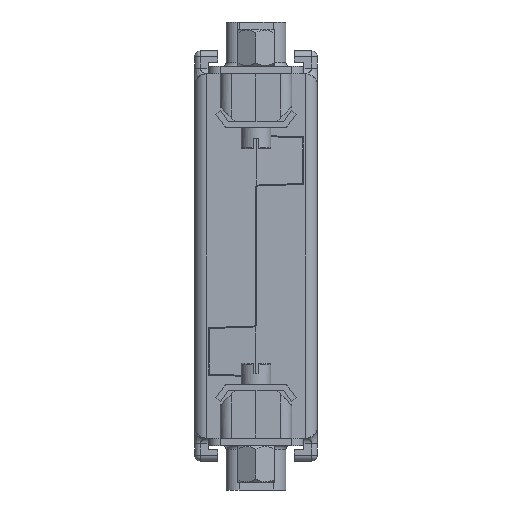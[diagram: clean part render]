
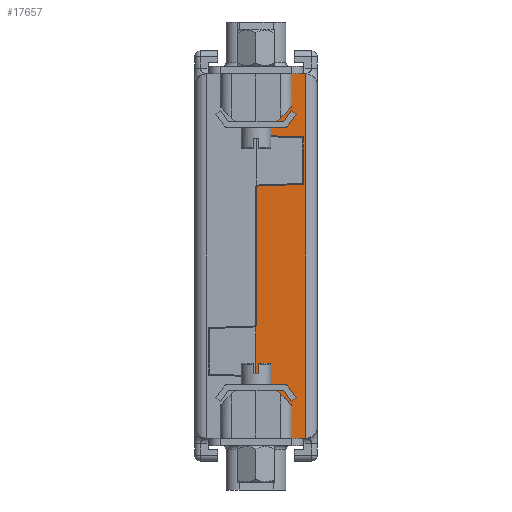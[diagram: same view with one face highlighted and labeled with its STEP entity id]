
A CAD part, left-side view. The second image highlights one B-rep face of the part: STEP entity #17657.
In plain terms, the highlighted face is planar.
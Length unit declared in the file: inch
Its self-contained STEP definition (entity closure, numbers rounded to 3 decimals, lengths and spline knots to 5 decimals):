
#1 = ORIENTED_EDGE ( 'NONE', *, *, #12401, .F. ) ;
#2 = ORIENTED_EDGE ( 'NONE', *, *, #12331, .T. ) ;
#1203 = ORIENTED_EDGE ( 'NONE', *, *, #12370, .T. ) ;
#1204 = ORIENTED_EDGE ( 'NONE', *, *, #12404, .F. ) ;
#1205 = ORIENTED_EDGE ( 'NONE', *, *, #12405, .T. ) ;
#1206 = ORIENTED_EDGE ( 'NONE', *, *, #12406, .T. ) ;
#1207 = ORIENTED_EDGE ( 'NONE', *, *, #12339, .T. ) ;
#1208 = ORIENTED_EDGE ( 'NONE', *, *, #12407, .T. ) ;
#3670 = EDGE_LOOP ( 'NONE', ( #13705, #10834, #7147, #13704, #2, #7149, #10810, #1, #5234, #3957, #1203, #1204, #1205, #1206, #1207, #1208 ) ) ;
#3754 = VERTEX_POINT ( 'NONE', #15262 ) ;
#3766 = VERTEX_POINT ( 'NONE', #15332 ) ;
#3768 = VERTEX_POINT ( 'NONE', #15335 ) ;
#3770 = VERTEX_POINT ( 'NONE', #15334 ) ;
#3776 = VERTEX_POINT ( 'NONE', #15338 ) ;
#3778 = VERTEX_POINT ( 'NONE', #15341 ) ;
#3957 = ORIENTED_EDGE ( 'NONE', *, *, #12403, .T. ) ;
#5234 = ORIENTED_EDGE ( 'NONE', *, *, #12402, .F. ) ;
#5706 = PLANE ( 'NONE',  #7439 ) ;
#5707 = CARTESIAN_POINT ( 'NONE',  ( 0.565, 0.32, -0.95 ) ) ;
#5712 = DIRECTION ( 'NONE',  ( -1., 0., 0. ) ) ;
#5713 = DIRECTION ( 'NONE',  ( 0., 0., 1. ) ) ;
#7147 = ORIENTED_EDGE ( 'NONE', *, *, #12335, .T. ) ;
#7149 = ORIENTED_EDGE ( 'NONE', *, *, #12399, .F. ) ;
#7439 = AXIS2_PLACEMENT_3D ( 'NONE', #5707, #5712, #5713 ) ;
#10510 = VERTEX_POINT ( 'NONE', #11729 ) ;
#10511 = VERTEX_POINT ( 'NONE', #11732 ) ;
#10545 = VERTEX_POINT ( 'NONE', #11782 ) ;
#10550 = VERTEX_POINT ( 'NONE', #11787 ) ;
#10567 = VERTEX_POINT ( 'NONE', #11817 ) ;
#10572 = VERTEX_POINT ( 'NONE', #11811 ) ;
#10600 = VERTEX_POINT ( 'NONE', #11765 ) ;
#10603 = VERTEX_POINT ( 'NONE', #11755 ) ;
#10605 = VERTEX_POINT ( 'NONE', #11751 ) ;
#10611 = VERTEX_POINT ( 'NONE', #11740 ) ;
#10810 = ORIENTED_EDGE ( 'NONE', *, *, #12400, .T. ) ;
#10834 = ORIENTED_EDGE ( 'NONE', *, *, #12397, .T. ) ;
#11729 = CARTESIAN_POINT ( 'NONE',  ( 0.565, 0.26, -0.95 ) ) ;
#11732 = CARTESIAN_POINT ( 'NONE',  ( 0.565, 0.25, 0.62127 ) ) ;
#11740 = CARTESIAN_POINT ( 'NONE',  ( 0.565, 0.1075, 0.7 ) ) ;
#11751 = CARTESIAN_POINT ( 'NONE',  ( 0.565, 0.1875, -0.78 ) ) ;
#11755 = CARTESIAN_POINT ( 'NONE',  ( 0.565, 0.1875, 0.78 ) ) ;
#11765 = CARTESIAN_POINT ( 'NONE',  ( 0.565, 0.1075, -0.7 ) ) ;
#11782 = CARTESIAN_POINT ( 'NONE',  ( 0.565, 0.26, 0.95 ) ) ;
#11787 = CARTESIAN_POINT ( 'NONE',  ( 0.565, 0.1875, 0.95 ) ) ;
#11811 = CARTESIAN_POINT ( 'NONE',  ( 0.565, 0.1875, -0.95 ) ) ;
#11817 = CARTESIAN_POINT ( 'NONE',  ( 0.565, 0.25, 0.37373 ) ) ;
#12331 = EDGE_CURVE ( 'NONE', #3754, #3766, #17039, .T. ) ;
#12335 = EDGE_CURVE ( 'NONE', #3770, #3768, #17049, .T. ) ;
#12339 = EDGE_CURVE ( 'NONE', #3778, #3776, #17043, .T. ) ;
#12370 = EDGE_CURVE ( 'NONE', #10545, #10550, #17113, .T. ) ;
#12396 = EDGE_CURVE ( 'NONE', #10511, #10567, #17167, .T. ) ;
#12397 = EDGE_CURVE ( 'NONE', #10567, #3770, #17169, .T. ) ;
#12398 = EDGE_CURVE ( 'NONE', #3754, #3768, #17171, .T. ) ;
#12399 = EDGE_CURVE ( 'NONE', #10600, #3766, #17173, .T. ) ;
#12400 = EDGE_CURVE ( 'NONE', #10600, #10605, #17175, .T. ) ;
#12401 = EDGE_CURVE ( 'NONE', #10572, #10605, #17177, .T. ) ;
#12402 = EDGE_CURVE ( 'NONE', #10510, #10572, #17155, .T. ) ;
#12403 = EDGE_CURVE ( 'NONE', #10510, #10545, #17181, .T. ) ;
#12404 = EDGE_CURVE ( 'NONE', #10603, #10550, #17183, .T. ) ;
#12405 = EDGE_CURVE ( 'NONE', #10603, #10611, #17185, .T. ) ;
#12406 = EDGE_CURVE ( 'NONE', #10611, #3778, #17187, .T. ) ;
#12407 = EDGE_CURVE ( 'NONE', #3776, #10511, #17189, .T. ) ;
#13452 = DIRECTION ( 'NONE',  ( 0., 0.999, -0.035 ) ) ;
#13453 = CARTESIAN_POINT ( 'NONE',  ( 0.565, 0.37472, 0.61691 ) ) ;
#13454 = DIRECTION ( 'NONE',  ( 0., -1., 0. ) ) ;
#13455 = CARTESIAN_POINT ( 'NONE',  ( 0.565, 0.1875, 0.7 ) ) ;
#13456 = DIRECTION ( 'NONE',  ( 0., -0.707, -0.707 ) ) ;
#13457 = CARTESIAN_POINT ( 'NONE',  ( 0.565, -0.61125, -0.01875 ) ) ;
#13458 = DIRECTION ( 'NONE',  ( 0., 0., 1. ) ) ;
#13459 = CARTESIAN_POINT ( 'NONE',  ( 0.565, 0.1875, 0.7 ) ) ;
#13460 = DIRECTION ( 'NONE',  ( 0., 0., 1. ) ) ;
#13461 = CARTESIAN_POINT ( 'NONE',  ( 0.565, 0.26, 0.95 ) ) ;
#13462 = DIRECTION ( 'NONE',  ( 0., -1., 0. ) ) ;
#13463 = DIRECTION ( 'NONE',  ( 0., 0., 1. ) ) ;
#13465 = CARTESIAN_POINT ( 'NONE',  ( 0.565, 0.1875, -0.7 ) ) ;
#13466 = DIRECTION ( 'NONE',  ( 0., 0.707, -0.707 ) ) ;
#13467 = CARTESIAN_POINT ( 'NONE',  ( 0.565, 0.33875, -0.93125 ) ) ;
#13468 = DIRECTION ( 'NONE',  ( 0., -1., 0. ) ) ;
#13469 = CARTESIAN_POINT ( 'NONE',  ( 0.565, 0.1875, -0.7 ) ) ;
#13470 = DIRECTION ( 'NONE',  ( 0., 0., 1. ) ) ;
#13471 = CARTESIAN_POINT ( 'NONE',  ( 0.565, 0., -0.37 ) ) ;
#13472 = DIRECTION ( 'NONE',  ( 0., -0.999, -0.035 ) ) ;
#13473 = CARTESIAN_POINT ( 'NONE',  ( 0.565, 0.27375, 0.37456 ) ) ;
#13474 = DIRECTION ( 'NONE',  ( 0., 0., -1. ) ) ;
#13475 = CARTESIAN_POINT ( 'NONE',  ( 0.565, 0.25, -0.95 ) ) ;
#13508 = CARTESIAN_POINT ( 'NONE',  ( 0.565, 0.32, -0.95 ) ) ;
#13528 = DIRECTION ( 'NONE',  ( 0., -1., 0. ) ) ;
#13532 = CARTESIAN_POINT ( 'NONE',  ( 0.565, 0.32, 0.95 ) ) ;
#13591 = DIRECTION ( 'NONE',  ( 0., 0., -1. ) ) ;
#13599 = DIRECTION ( 'NONE',  ( 0., 0., -1. ) ) ;
#13600 = CARTESIAN_POINT ( 'NONE',  ( 0.565, 0., -0.95 ) ) ;
#13607 = DIRECTION ( 'NONE',  ( 0., 0., -1. ) ) ;
#13608 = CARTESIAN_POINT ( 'NONE',  ( 0.565, 0., -0.95 ) ) ;
#13612 = CARTESIAN_POINT ( 'NONE',  ( 0.565, 0., -0.95 ) ) ;
#13704 = ORIENTED_EDGE ( 'NONE', *, *, #12398, .F. ) ;
#13705 = ORIENTED_EDGE ( 'NONE', *, *, #12396, .T. ) ;
#15262 = CARTESIAN_POINT ( 'NONE',  ( 0.565, 0., -0.625 ) ) ;
#15332 = CARTESIAN_POINT ( 'NONE',  ( 0.565, 0., -0.7 ) ) ;
#15334 = CARTESIAN_POINT ( 'NONE',  ( 0.565, 0., 0.365 ) ) ;
#15335 = CARTESIAN_POINT ( 'NONE',  ( 0.565, 0., -0.37 ) ) ;
#15338 = CARTESIAN_POINT ( 'NONE',  ( 0.565, 0., 0.63 ) ) ;
#15341 = CARTESIAN_POINT ( 'NONE',  ( 0.565, 0., 0.7 ) ) ;
#16657 = FACE_OUTER_BOUND ( 'NONE', #3670, .T. ) ;
#17039 = LINE ( 'NONE', #13612, #17044 ) ;
#17043 = LINE ( 'NONE', #13608, #17060 ) ;
#17044 = VECTOR ( 'NONE', #13607, 39.37008 ) ;
#17049 = LINE ( 'NONE', #13600, #17052 ) ;
#17052 = VECTOR ( 'NONE', #13599, 39.37008 ) ;
#17060 = VECTOR ( 'NONE', #13591, 39.37008 ) ;
#17113 = LINE ( 'NONE', #13532, #17120 ) ;
#17120 = VECTOR ( 'NONE', #13528, 39.37008 ) ;
#17155 = LINE ( 'NONE', #13508, #17182 ) ;
#17167 = LINE ( 'NONE', #13475, #17170 ) ;
#17169 = LINE ( 'NONE', #13473, #17172 ) ;
#17170 = VECTOR ( 'NONE', #13474, 39.37008 ) ;
#17171 = LINE ( 'NONE', #13471, #17174 ) ;
#17172 = VECTOR ( 'NONE', #13472, 39.37008 ) ;
#17173 = LINE ( 'NONE', #13469, #17176 ) ;
#17174 = VECTOR ( 'NONE', #13470, 39.37008 ) ;
#17175 = LINE ( 'NONE', #13467, #17178 ) ;
#17176 = VECTOR ( 'NONE', #13468, 39.37008 ) ;
#17177 = LINE ( 'NONE', #13465, #17180 ) ;
#17178 = VECTOR ( 'NONE', #13466, 39.37008 ) ;
#17180 = VECTOR ( 'NONE', #13463, 39.37008 ) ;
#17181 = LINE ( 'NONE', #13461, #17184 ) ;
#17182 = VECTOR ( 'NONE', #13462, 39.37008 ) ;
#17183 = LINE ( 'NONE', #13459, #17186 ) ;
#17184 = VECTOR ( 'NONE', #13460, 39.37008 ) ;
#17185 = LINE ( 'NONE', #13457, #17188 ) ;
#17186 = VECTOR ( 'NONE', #13458, 39.37008 ) ;
#17187 = LINE ( 'NONE', #13455, #17190 ) ;
#17188 = VECTOR ( 'NONE', #13456, 39.37008 ) ;
#17189 = LINE ( 'NONE', #13453, #17192 ) ;
#17190 = VECTOR ( 'NONE', #13454, 39.37008 ) ;
#17192 = VECTOR ( 'NONE', #13452, 39.37008 ) ;
#17657 = ADVANCED_FACE ( 'NONE', ( #16657 ), #5706, .F. ) ;
